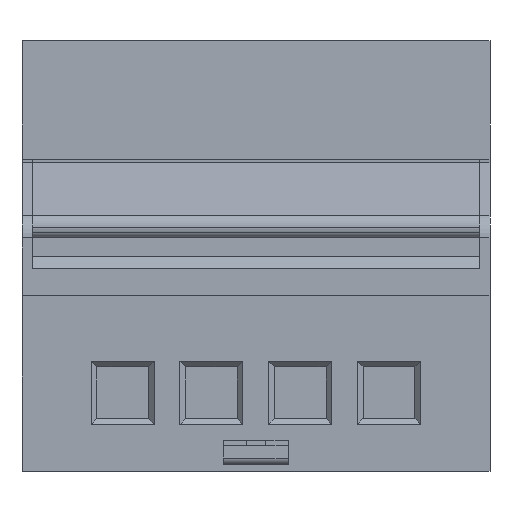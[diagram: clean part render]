
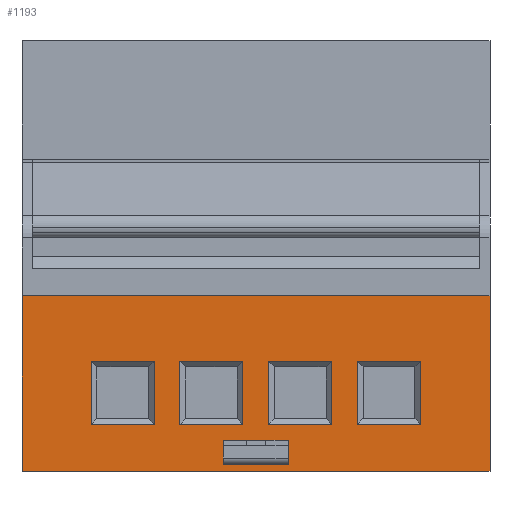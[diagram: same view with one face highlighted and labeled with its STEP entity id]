
A CAD part, front view. The second image highlights one B-rep face of the part: STEP entity #1193.
In plain terms, the highlighted planar face has unit normal (0, -1, -0.012).
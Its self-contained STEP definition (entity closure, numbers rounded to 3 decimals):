
#1003=AXIS2_PLACEMENT_3D('Plane Axis2P3D',#1000,#1001,#1002) ;
#180=CARTESIAN_POINT('Vertex',(0.,5.05,0.)) ;
#183=CARTESIAN_POINT('Line Origine',(0.,4.884,13.575)) ;
#187=CARTESIAN_POINT('Vertex',(0.,4.718,27.15)) ;
#915=CARTESIAN_POINT('Vertex',(72.272,5.05,0.)) ;
#918=CARTESIAN_POINT('Line Origine',(36.136,5.05,0.)) ;
#1000=CARTESIAN_POINT('Axis2P3D Location',(72.272,5.05,0.)) ;
#1005=CARTESIAN_POINT('Line Origine',(72.272,4.884,13.575)) ;
#1009=CARTESIAN_POINT('Vertex',(72.272,4.718,27.15)) ;
#1012=CARTESIAN_POINT('Line Origine',(36.136,4.718,27.15)) ;
#1023=CARTESIAN_POINT('Line Origine',(36.1,4.991,4.801)) ;
#1027=CARTESIAN_POINT('Vertex',(31.096,4.991,4.801)) ;
#1029=CARTESIAN_POINT('Vertex',(41.104,4.991,4.801)) ;
#1032=CARTESIAN_POINT('Line Origine',(41.104,5.014,2.938)) ;
#1036=CARTESIAN_POINT('Vertex',(41.104,5.037,1.074)) ;
#1039=CARTESIAN_POINT('Line Origine',(36.1,5.037,1.074)) ;
#1043=CARTESIAN_POINT('Vertex',(31.096,5.037,1.074)) ;
#1046=CARTESIAN_POINT('Line Origine',(31.096,5.014,2.938)) ;
#1057=CARTESIAN_POINT('Line Origine',(51.802,4.902,12.15)) ;
#1061=CARTESIAN_POINT('Vertex',(51.802,4.842,17.017)) ;
#1063=CARTESIAN_POINT('Vertex',(51.802,4.961,7.283)) ;
#1066=CARTESIAN_POINT('Line Origine',(56.669,4.842,17.017)) ;
#1070=CARTESIAN_POINT('Vertex',(61.536,4.842,17.017)) ;
#1073=CARTESIAN_POINT('Line Origine',(61.536,4.902,12.15)) ;
#1077=CARTESIAN_POINT('Vertex',(61.536,4.961,7.283)) ;
#1080=CARTESIAN_POINT('Line Origine',(56.669,4.961,7.283)) ;
#1091=CARTESIAN_POINT('Line Origine',(38.097,4.902,12.15)) ;
#1095=CARTESIAN_POINT('Vertex',(38.097,4.842,17.017)) ;
#1097=CARTESIAN_POINT('Vertex',(38.097,4.961,7.283)) ;
#1100=CARTESIAN_POINT('Line Origine',(42.964,4.842,17.017)) ;
#1104=CARTESIAN_POINT('Vertex',(47.831,4.842,17.017)) ;
#1107=CARTESIAN_POINT('Line Origine',(47.831,4.902,12.15)) ;
#1111=CARTESIAN_POINT('Vertex',(47.831,4.961,7.283)) ;
#1114=CARTESIAN_POINT('Line Origine',(42.964,4.961,7.283)) ;
#1125=CARTESIAN_POINT('Line Origine',(24.39,4.902,12.15)) ;
#1129=CARTESIAN_POINT('Vertex',(24.39,4.842,17.017)) ;
#1131=CARTESIAN_POINT('Vertex',(24.39,4.961,7.283)) ;
#1134=CARTESIAN_POINT('Line Origine',(29.257,4.842,17.017)) ;
#1138=CARTESIAN_POINT('Vertex',(34.124,4.842,17.017)) ;
#1141=CARTESIAN_POINT('Line Origine',(34.124,4.902,12.15)) ;
#1145=CARTESIAN_POINT('Vertex',(34.124,4.961,7.283)) ;
#1148=CARTESIAN_POINT('Line Origine',(29.257,4.961,7.283)) ;
#1159=CARTESIAN_POINT('Line Origine',(10.684,4.902,12.15)) ;
#1163=CARTESIAN_POINT('Vertex',(10.684,4.842,17.017)) ;
#1165=CARTESIAN_POINT('Vertex',(10.684,4.961,7.283)) ;
#1168=CARTESIAN_POINT('Line Origine',(15.551,4.842,17.017)) ;
#1172=CARTESIAN_POINT('Vertex',(20.418,4.842,17.017)) ;
#1175=CARTESIAN_POINT('Line Origine',(20.418,4.902,12.15)) ;
#1179=CARTESIAN_POINT('Vertex',(20.418,4.961,7.283)) ;
#1182=CARTESIAN_POINT('Line Origine',(15.551,4.961,7.283)) ;
#184=DIRECTION('Vector Direction',(0.,-0.012,1.)) ;
#919=DIRECTION('Vector Direction',(-1.,0.,0.)) ;
#1001=DIRECTION('Axis2P3D Direction',(0.,-1.,-0.012)) ;
#1002=DIRECTION('Axis2P3D XDirection',(0.,-0.012,1.)) ;
#1006=DIRECTION('Vector Direction',(0.,-0.012,1.)) ;
#1013=DIRECTION('Vector Direction',(-1.,0.,0.)) ;
#1024=DIRECTION('Vector Direction',(1.,0.,0.)) ;
#1033=DIRECTION('Vector Direction',(0.,0.012,-1.)) ;
#1040=DIRECTION('Vector Direction',(1.,0.,0.)) ;
#1047=DIRECTION('Vector Direction',(0.,0.012,-1.)) ;
#1058=DIRECTION('Vector Direction',(0.,-0.012,1.)) ;
#1067=DIRECTION('Vector Direction',(1.,0.,0.)) ;
#1074=DIRECTION('Vector Direction',(0.,0.012,-1.)) ;
#1081=DIRECTION('Vector Direction',(-1.,0.,0.)) ;
#1092=DIRECTION('Vector Direction',(0.,-0.012,1.)) ;
#1101=DIRECTION('Vector Direction',(-1.,0.,0.)) ;
#1108=DIRECTION('Vector Direction',(0.,0.012,-1.)) ;
#1115=DIRECTION('Vector Direction',(1.,0.,0.)) ;
#1126=DIRECTION('Vector Direction',(0.,0.012,-1.)) ;
#1135=DIRECTION('Vector Direction',(-1.,0.,0.)) ;
#1142=DIRECTION('Vector Direction',(0.,-0.012,1.)) ;
#1149=DIRECTION('Vector Direction',(1.,0.,0.)) ;
#1160=DIRECTION('Vector Direction',(0.,0.012,-1.)) ;
#1169=DIRECTION('Vector Direction',(-1.,0.,0.)) ;
#1176=DIRECTION('Vector Direction',(0.,-0.012,1.)) ;
#1183=DIRECTION('Vector Direction',(1.,0.,0.)) ;
#185=VECTOR('Line Direction',#184,1.) ;
#920=VECTOR('Line Direction',#919,1.) ;
#1007=VECTOR('Line Direction',#1006,1.) ;
#1014=VECTOR('Line Direction',#1013,1.) ;
#1025=VECTOR('Line Direction',#1024,1.) ;
#1034=VECTOR('Line Direction',#1033,1.) ;
#1041=VECTOR('Line Direction',#1040,1.) ;
#1048=VECTOR('Line Direction',#1047,1.) ;
#1059=VECTOR('Line Direction',#1058,1.) ;
#1068=VECTOR('Line Direction',#1067,1.) ;
#1075=VECTOR('Line Direction',#1074,1.) ;
#1082=VECTOR('Line Direction',#1081,1.) ;
#1093=VECTOR('Line Direction',#1092,1.) ;
#1102=VECTOR('Line Direction',#1101,1.) ;
#1109=VECTOR('Line Direction',#1108,1.) ;
#1116=VECTOR('Line Direction',#1115,1.) ;
#1127=VECTOR('Line Direction',#1126,1.) ;
#1136=VECTOR('Line Direction',#1135,1.) ;
#1143=VECTOR('Line Direction',#1142,1.) ;
#1150=VECTOR('Line Direction',#1149,1.) ;
#1161=VECTOR('Line Direction',#1160,1.) ;
#1170=VECTOR('Line Direction',#1169,1.) ;
#1177=VECTOR('Line Direction',#1176,1.) ;
#1184=VECTOR('Line Direction',#1183,1.) ;
#1018=ORIENTED_EDGE('',*,*,#922,.F.) ;
#1019=ORIENTED_EDGE('',*,*,#1011,.F.) ;
#1020=ORIENTED_EDGE('',*,*,#1016,.T.) ;
#1021=ORIENTED_EDGE('',*,*,#189,.F.) ;
#1052=ORIENTED_EDGE('',*,*,#1031,.T.) ;
#1053=ORIENTED_EDGE('',*,*,#1038,.T.) ;
#1054=ORIENTED_EDGE('',*,*,#1045,.F.) ;
#1055=ORIENTED_EDGE('',*,*,#1050,.F.) ;
#1086=ORIENTED_EDGE('',*,*,#1065,.F.) ;
#1087=ORIENTED_EDGE('',*,*,#1072,.F.) ;
#1088=ORIENTED_EDGE('',*,*,#1079,.F.) ;
#1089=ORIENTED_EDGE('',*,*,#1084,.F.) ;
#1120=ORIENTED_EDGE('',*,*,#1099,.F.) ;
#1121=ORIENTED_EDGE('',*,*,#1106,.F.) ;
#1122=ORIENTED_EDGE('',*,*,#1113,.F.) ;
#1123=ORIENTED_EDGE('',*,*,#1118,.F.) ;
#1154=ORIENTED_EDGE('',*,*,#1133,.F.) ;
#1155=ORIENTED_EDGE('',*,*,#1140,.F.) ;
#1156=ORIENTED_EDGE('',*,*,#1147,.F.) ;
#1157=ORIENTED_EDGE('',*,*,#1152,.F.) ;
#1188=ORIENTED_EDGE('',*,*,#1167,.F.) ;
#1189=ORIENTED_EDGE('',*,*,#1174,.F.) ;
#1190=ORIENTED_EDGE('',*,*,#1181,.F.) ;
#1191=ORIENTED_EDGE('',*,*,#1186,.F.) ;
#1056=FACE_BOUND('',#1051,.T.) ;
#1090=FACE_BOUND('',#1085,.T.) ;
#1124=FACE_BOUND('',#1119,.T.) ;
#1158=FACE_BOUND('',#1153,.T.) ;
#1192=FACE_BOUND('',#1187,.T.) ;
#1193=ADVANCED_FACE('POWER MONITOR',(#1022,#1056,#1090,#1124,#1158,#1192),#1004,.T.) ;
#189=EDGE_CURVE('',#181,#188,#186,.T.) ;
#922=EDGE_CURVE('',#916,#181,#921,.T.) ;
#1011=EDGE_CURVE('',#1010,#916,#1008,.F.) ;
#1016=EDGE_CURVE('',#1010,#188,#1015,.T.) ;
#1031=EDGE_CURVE('',#1028,#1030,#1026,.T.) ;
#1038=EDGE_CURVE('',#1030,#1037,#1035,.T.) ;
#1045=EDGE_CURVE('',#1044,#1037,#1042,.T.) ;
#1050=EDGE_CURVE('',#1028,#1044,#1049,.T.) ;
#1065=EDGE_CURVE('',#1062,#1064,#1060,.F.) ;
#1072=EDGE_CURVE('',#1071,#1062,#1069,.F.) ;
#1079=EDGE_CURVE('',#1078,#1071,#1076,.F.) ;
#1084=EDGE_CURVE('',#1064,#1078,#1083,.F.) ;
#1099=EDGE_CURVE('',#1096,#1098,#1094,.F.) ;
#1106=EDGE_CURVE('',#1105,#1096,#1103,.T.) ;
#1113=EDGE_CURVE('',#1112,#1105,#1110,.F.) ;
#1118=EDGE_CURVE('',#1098,#1112,#1117,.T.) ;
#1133=EDGE_CURVE('',#1130,#1132,#1128,.T.) ;
#1140=EDGE_CURVE('',#1139,#1130,#1137,.T.) ;
#1147=EDGE_CURVE('',#1146,#1139,#1144,.T.) ;
#1152=EDGE_CURVE('',#1132,#1146,#1151,.T.) ;
#1167=EDGE_CURVE('',#1164,#1166,#1162,.T.) ;
#1174=EDGE_CURVE('',#1173,#1164,#1171,.T.) ;
#1181=EDGE_CURVE('',#1180,#1173,#1178,.T.) ;
#1186=EDGE_CURVE('',#1166,#1180,#1185,.T.) ;
#1017=EDGE_LOOP('',(#1018,#1019,#1020,#1021)) ;
#1051=EDGE_LOOP('',(#1052,#1053,#1054,#1055)) ;
#1085=EDGE_LOOP('',(#1086,#1087,#1088,#1089)) ;
#1119=EDGE_LOOP('',(#1120,#1121,#1122,#1123)) ;
#1153=EDGE_LOOP('',(#1154,#1155,#1156,#1157)) ;
#1187=EDGE_LOOP('',(#1188,#1189,#1190,#1191)) ;
#1022=FACE_OUTER_BOUND('',#1017,.T.) ;
#186=LINE('Line',#183,#185) ;
#921=LINE('Line',#918,#920) ;
#1008=LINE('Line',#1005,#1007) ;
#1015=LINE('Line',#1012,#1014) ;
#1026=LINE('Line',#1023,#1025) ;
#1035=LINE('Line',#1032,#1034) ;
#1042=LINE('Line',#1039,#1041) ;
#1049=LINE('Line',#1046,#1048) ;
#1060=LINE('Line',#1057,#1059) ;
#1069=LINE('Line',#1066,#1068) ;
#1076=LINE('Line',#1073,#1075) ;
#1083=LINE('Line',#1080,#1082) ;
#1094=LINE('Line',#1091,#1093) ;
#1103=LINE('Line',#1100,#1102) ;
#1110=LINE('Line',#1107,#1109) ;
#1117=LINE('Line',#1114,#1116) ;
#1128=LINE('Line',#1125,#1127) ;
#1137=LINE('Line',#1134,#1136) ;
#1144=LINE('Line',#1141,#1143) ;
#1151=LINE('Line',#1148,#1150) ;
#1162=LINE('Line',#1159,#1161) ;
#1171=LINE('Line',#1168,#1170) ;
#1178=LINE('Line',#1175,#1177) ;
#1185=LINE('Line',#1182,#1184) ;
#1004=PLANE('',#1003) ;
#181=VERTEX_POINT('',#180) ;
#188=VERTEX_POINT('',#187) ;
#916=VERTEX_POINT('',#915) ;
#1010=VERTEX_POINT('',#1009) ;
#1028=VERTEX_POINT('',#1027) ;
#1030=VERTEX_POINT('',#1029) ;
#1037=VERTEX_POINT('',#1036) ;
#1044=VERTEX_POINT('',#1043) ;
#1062=VERTEX_POINT('',#1061) ;
#1064=VERTEX_POINT('',#1063) ;
#1071=VERTEX_POINT('',#1070) ;
#1078=VERTEX_POINT('',#1077) ;
#1096=VERTEX_POINT('',#1095) ;
#1098=VERTEX_POINT('',#1097) ;
#1105=VERTEX_POINT('',#1104) ;
#1112=VERTEX_POINT('',#1111) ;
#1130=VERTEX_POINT('',#1129) ;
#1132=VERTEX_POINT('',#1131) ;
#1139=VERTEX_POINT('',#1138) ;
#1146=VERTEX_POINT('',#1145) ;
#1164=VERTEX_POINT('',#1163) ;
#1166=VERTEX_POINT('',#1165) ;
#1173=VERTEX_POINT('',#1172) ;
#1180=VERTEX_POINT('',#1179) ;
